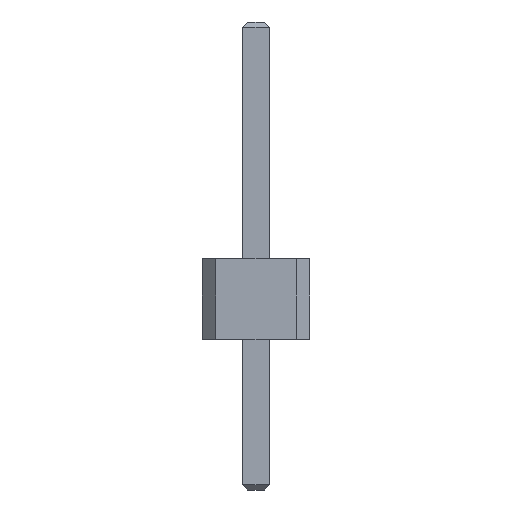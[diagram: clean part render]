
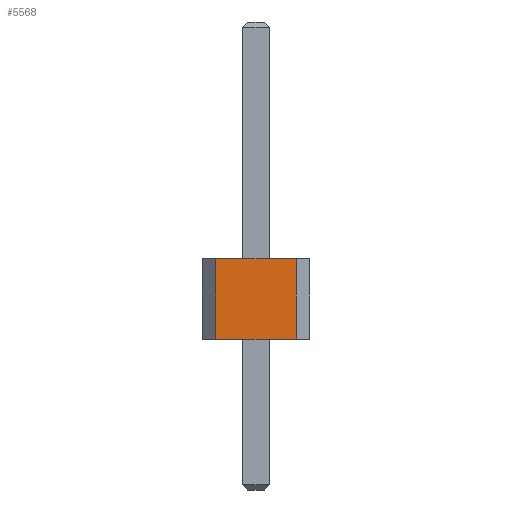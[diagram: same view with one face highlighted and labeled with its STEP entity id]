
A CAD part, front view. The second image highlights one B-rep face of the part: STEP entity #5568.
In plain terms, the highlighted planar face has unit normal (0, -1, 0).
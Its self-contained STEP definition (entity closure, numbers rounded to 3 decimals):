
#44 = PLANE('',#45);
#45 = AXIS2_PLACEMENT_3D('',#46,#47,#48);
#46 = CARTESIAN_POINT('',(-1.,0.75,0.));
#47 = DIRECTION('',(0.,0.,-1.));
#48 = DIRECTION('',(0.,1.,0.));
#100 = PLANE('',#101);
#101 = AXIS2_PLACEMENT_3D('',#102,#103,#104);
#102 = CARTESIAN_POINT('',(-1.,0.75,1.5));
#103 = DIRECTION('',(0.,0.,-1.));
#104 = DIRECTION('',(-1.,0.,0.));
#833 = VERTEX_POINT('',#834);
#834 = CARTESIAN_POINT('',(0.75,-15.,0.));
#848 = PLANE('',#849);
#849 = AXIS2_PLACEMENT_3D('',#850,#851,#852);
#850 = CARTESIAN_POINT('',(0.875,-14.875,0.));
#851 = DIRECTION('',(0.707,-0.707,0.));
#852 = DIRECTION('',(0.,0.,-1.));
#860 = EDGE_CURVE('',#861,#833,#863,.T.);
#861 = VERTEX_POINT('',#862);
#862 = CARTESIAN_POINT('',(-0.75,-15.,0.));
#863 = SURFACE_CURVE('',#864,(#868,#875),.PCURVE_S1.);
#864 = LINE('',#865,#866);
#865 = CARTESIAN_POINT('',(-1.,-15.,0.));
#866 = VECTOR('',#867,1.);
#867 = DIRECTION('',(1.,0.,0.));
#868 = PCURVE('',#44,#869);
#869 = DEFINITIONAL_REPRESENTATION('',(#870),#874);
#870 = LINE('',#871,#872);
#871 = CARTESIAN_POINT('',(-15.75,0.));
#872 = VECTOR('',#873,1.);
#873 = DIRECTION('',(0.,1.));
#874 = ( GEOMETRIC_REPRESENTATION_CONTEXT(2) 
PARAMETRIC_REPRESENTATION_CONTEXT() REPRESENTATION_CONTEXT('2D SPACE',''
  ) );
#875 = PCURVE('',#876,#881);
#876 = PLANE('',#877);
#877 = AXIS2_PLACEMENT_3D('',#878,#879,#880);
#878 = CARTESIAN_POINT('',(-1.,-15.,0.));
#879 = DIRECTION('',(0.,1.,0.));
#880 = DIRECTION('',(1.,0.,0.));
#881 = DEFINITIONAL_REPRESENTATION('',(#882),#886);
#882 = LINE('',#883,#884);
#883 = CARTESIAN_POINT('',(0.,0.));
#884 = VECTOR('',#885,1.);
#885 = DIRECTION('',(1.,0.));
#886 = ( GEOMETRIC_REPRESENTATION_CONTEXT(2) 
PARAMETRIC_REPRESENTATION_CONTEXT() REPRESENTATION_CONTEXT('2D SPACE',''
  ) );
#904 = PLANE('',#905);
#905 = AXIS2_PLACEMENT_3D('',#906,#907,#908);
#906 = CARTESIAN_POINT('',(-0.875,-14.875,0.));
#907 = DIRECTION('',(-0.707,-0.707,0.));
#908 = DIRECTION('',(0.,0.,-1.));
#2984 = VERTEX_POINT('',#2985);
#2985 = CARTESIAN_POINT('',(0.75,-15.,1.5));
#3006 = EDGE_CURVE('',#3007,#2984,#3009,.T.);
#3007 = VERTEX_POINT('',#3008);
#3008 = CARTESIAN_POINT('',(-0.75,-15.,1.5));
#3009 = SURFACE_CURVE('',#3010,(#3014,#3021),.PCURVE_S1.);
#3010 = LINE('',#3011,#3012);
#3011 = CARTESIAN_POINT('',(-1.,-15.,1.5));
#3012 = VECTOR('',#3013,1.);
#3013 = DIRECTION('',(1.,0.,0.));
#3014 = PCURVE('',#100,#3015);
#3015 = DEFINITIONAL_REPRESENTATION('',(#3016),#3020);
#3016 = LINE('',#3017,#3018);
#3017 = CARTESIAN_POINT('',(0.,-15.75));
#3018 = VECTOR('',#3019,1.);
#3019 = DIRECTION('',(-1.,0.));
#3020 = ( GEOMETRIC_REPRESENTATION_CONTEXT(2) 
PARAMETRIC_REPRESENTATION_CONTEXT() REPRESENTATION_CONTEXT('2D SPACE',''
  ) );
#3021 = PCURVE('',#876,#3022);
#3022 = DEFINITIONAL_REPRESENTATION('',(#3023),#3027);
#3023 = LINE('',#3024,#3025);
#3024 = CARTESIAN_POINT('',(0.,-1.5));
#3025 = VECTOR('',#3026,1.);
#3026 = DIRECTION('',(1.,0.));
#3027 = ( GEOMETRIC_REPRESENTATION_CONTEXT(2) 
PARAMETRIC_REPRESENTATION_CONTEXT() REPRESENTATION_CONTEXT('2D SPACE',''
  ) );
#5548 = EDGE_CURVE('',#861,#3007,#5549,.T.);
#5549 = SURFACE_CURVE('',#5550,(#5554,#5561),.PCURVE_S1.);
#5550 = LINE('',#5551,#5552);
#5551 = CARTESIAN_POINT('',(-0.75,-15.,0.));
#5552 = VECTOR('',#5553,1.);
#5553 = DIRECTION('',(0.,0.,1.));
#5554 = PCURVE('',#904,#5555);
#5555 = DEFINITIONAL_REPRESENTATION('',(#5556),#5560);
#5556 = LINE('',#5557,#5558);
#5557 = CARTESIAN_POINT('',(0.,0.177));
#5558 = VECTOR('',#5559,1.);
#5559 = DIRECTION('',(-1.,0.));
#5560 = ( GEOMETRIC_REPRESENTATION_CONTEXT(2) 
PARAMETRIC_REPRESENTATION_CONTEXT() REPRESENTATION_CONTEXT('2D SPACE',''
  ) );
#5561 = PCURVE('',#876,#5562);
#5562 = DEFINITIONAL_REPRESENTATION('',(#5563),#5567);
#5563 = LINE('',#5564,#5565);
#5564 = CARTESIAN_POINT('',(0.25,0.));
#5565 = VECTOR('',#5566,1.);
#5566 = DIRECTION('',(0.,-1.));
#5567 = ( GEOMETRIC_REPRESENTATION_CONTEXT(2) 
PARAMETRIC_REPRESENTATION_CONTEXT() REPRESENTATION_CONTEXT('2D SPACE',''
  ) );
#5568 = ADVANCED_FACE('',(#5569),#876,.F.);
#5569 = FACE_BOUND('',#5570,.F.);
#5570 = EDGE_LOOP('',(#5571,#5572,#5573,#5574));
#5571 = ORIENTED_EDGE('',*,*,#860,.F.);
#5572 = ORIENTED_EDGE('',*,*,#5548,.T.);
#5573 = ORIENTED_EDGE('',*,*,#3006,.T.);
#5574 = ORIENTED_EDGE('',*,*,#5575,.F.);
#5575 = EDGE_CURVE('',#833,#2984,#5576,.T.);
#5576 = SURFACE_CURVE('',#5577,(#5581,#5588),.PCURVE_S1.);
#5577 = LINE('',#5578,#5579);
#5578 = CARTESIAN_POINT('',(0.75,-15.,0.));
#5579 = VECTOR('',#5580,1.);
#5580 = DIRECTION('',(0.,0.,1.));
#5581 = PCURVE('',#876,#5582);
#5582 = DEFINITIONAL_REPRESENTATION('',(#5583),#5587);
#5583 = LINE('',#5584,#5585);
#5584 = CARTESIAN_POINT('',(1.75,0.));
#5585 = VECTOR('',#5586,1.);
#5586 = DIRECTION('',(0.,-1.));
#5587 = ( GEOMETRIC_REPRESENTATION_CONTEXT(2) 
PARAMETRIC_REPRESENTATION_CONTEXT() REPRESENTATION_CONTEXT('2D SPACE',''
  ) );
#5588 = PCURVE('',#848,#5589);
#5589 = DEFINITIONAL_REPRESENTATION('',(#5590),#5594);
#5590 = LINE('',#5591,#5592);
#5591 = CARTESIAN_POINT('',(0.,-0.177));
#5592 = VECTOR('',#5593,1.);
#5593 = DIRECTION('',(-1.,0.));
#5594 = ( GEOMETRIC_REPRESENTATION_CONTEXT(2) 
PARAMETRIC_REPRESENTATION_CONTEXT() REPRESENTATION_CONTEXT('2D SPACE',''
  ) );
